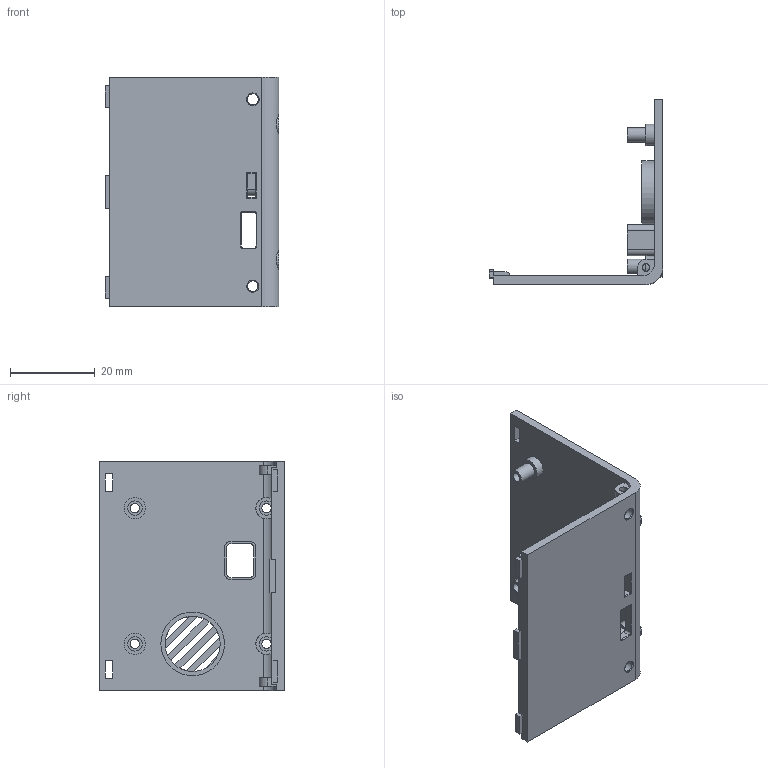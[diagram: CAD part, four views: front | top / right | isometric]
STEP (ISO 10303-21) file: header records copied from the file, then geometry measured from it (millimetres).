
FILE_DESCRIPTION(/* description */ (''),/* implementation_level */ '2;1');
FILE_NAME(/* name */ 'EduBot_RoofTop.stp',/* time_stamp */ '2019-01-10T23:29:43+09:00',/* author */ ('tlsru'),/* organization */ (''),/* preprocessor_version */ 'ST-DEVELOPER v15.6',/* originating_system */ 'Autodesk Inventor 2015',/* authorisation */ '');
FILE_SCHEMA (('AUTOMOTIVE_DESIGN { 1 0 10303 214 3 1 1 }'));
Length unit declared in the file: millimetre
Products named in the file (1): EduBot_RoofTop
Bounding box: 41 x 43.69 x 54 mm (x, y, z)
Volume: 9000 mm3; surface area: 10618.9 mm2
Topology: 1 solids, 1 shells, 156 faces, 416 edges, 268 vertices
Faces by surface type: plane 85, cylinder 55, torus 16
Full cylindrical faces by diameter (mm): 1.8 x2, 2.2 x4, 2.474 x1, 2.6 x1, 3.4 x5, 3.5 x3, 5 x2, 13 x1, 15 x1
Entity records: 4890 total; most frequent: CARTESIAN_POINT 931, DIRECTION 826, ORIENTED_EDGE 774, EDGE_CURVE 387, AXIS2_PLACEMENT_3D 294, VERTEX_POINT 265, LINE 238, VECTOR 238
